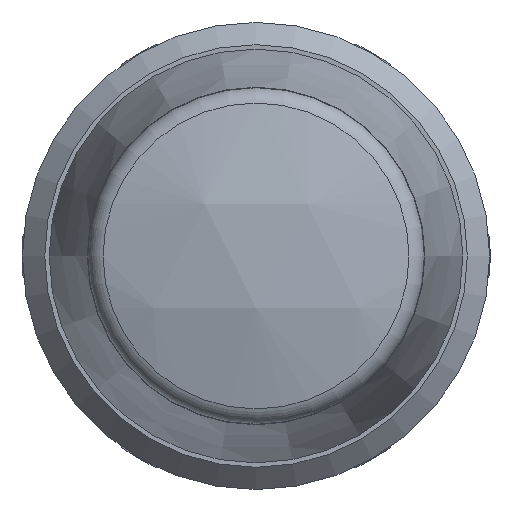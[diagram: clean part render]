
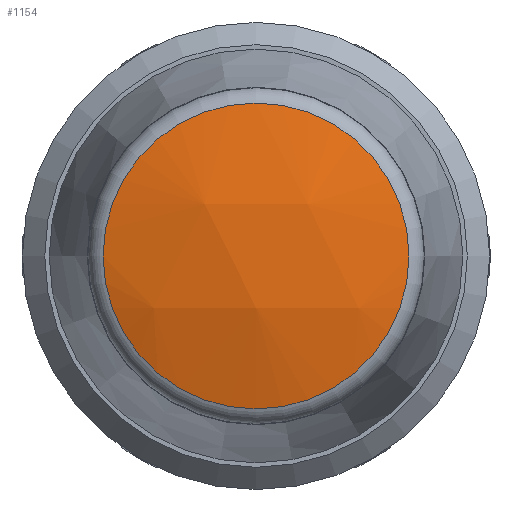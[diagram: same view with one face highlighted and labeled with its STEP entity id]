
A CAD part, front view. The second image highlights one B-rep face of the part: STEP entity #1154.
In plain terms, the highlighted spherical face has radius 22 mm.
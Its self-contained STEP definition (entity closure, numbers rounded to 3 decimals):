
#19=SPHERICAL_SURFACE('',#1326,22.);
#151=FACE_OUTER_BOUND('',#236,.T.);
#236=EDGE_LOOP('',(#964));
#428=CIRCLE('',#1324,6.862);
#526=VERTEX_POINT('',#2020);
#673=EDGE_CURVE('',#526,#526,#428,.T.);
#964=ORIENTED_EDGE('',*,*,#673,.F.);
#1154=ADVANCED_FACE('',(#151),#19,.T.);
#1324=AXIS2_PLACEMENT_3D('',#2021,#1668,#1669);
#1326=AXIS2_PLACEMENT_3D('',#2023,#1672,#1673);
#1668=DIRECTION('center_axis',(0.,1.,0.));
#1669=DIRECTION('ref_axis',(-1.,0.,0.));
#1672=DIRECTION('center_axis',(0.,0.,
1.));
#1673=DIRECTION('ref_axis',(1.,0.,0.));
#2020=CARTESIAN_POINT('',(0.,-20.652,6.862));
#2021=CARTESIAN_POINT('Origin',(0.,-20.652,0.));
#2023=CARTESIAN_POINT('Origin',(0.,0.25,
0.));
